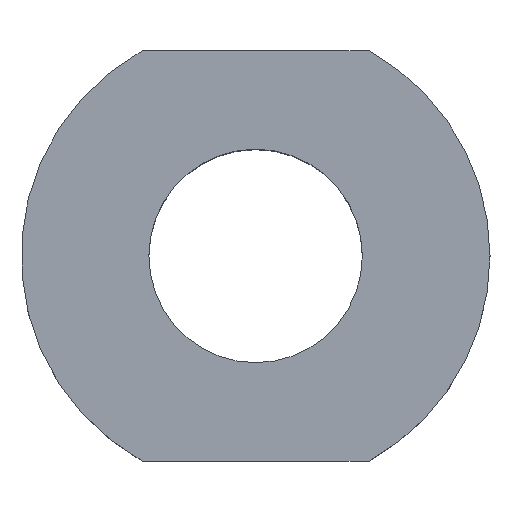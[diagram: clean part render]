
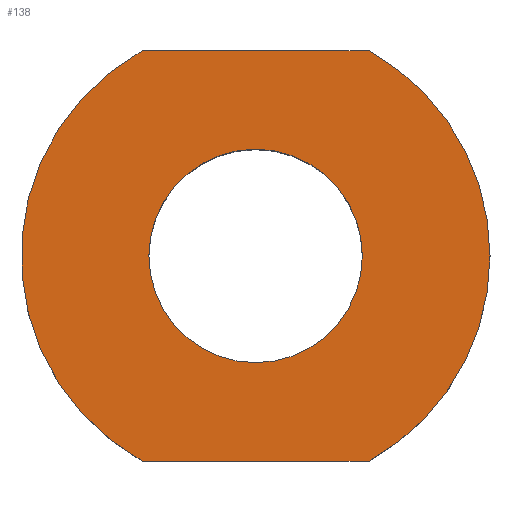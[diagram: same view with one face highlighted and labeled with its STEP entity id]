
A CAD part, top view. The second image highlights one B-rep face of the part: STEP entity #138.
In plain terms, the highlighted planar face has unit normal (0, 0, 1).
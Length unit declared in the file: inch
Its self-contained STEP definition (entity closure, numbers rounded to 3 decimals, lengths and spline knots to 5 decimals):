
#28 = DIRECTION ( 'NONE',  ( 1., 0., 0. ) ) ;
#35 = CARTESIAN_POINT ( 'NONE',  ( 0., 0., -1.14547 ) ) ;
#37 = DIRECTION ( 'NONE',  ( 0., 0., 1. ) ) ;
#56 = VECTOR ( 'NONE', #251, 39.37008 ) ;
#66 = DIRECTION ( 'NONE',  ( 1., 0., 0. ) ) ;
#78 = EDGE_LOOP ( 'NONE', ( #487, #396 ) ) ;
#82 = CARTESIAN_POINT ( 'NONE',  ( 0., 0., -1.14547 ) ) ;
#90 = LINE ( 'NONE', #258, #97 ) ;
#91 = CIRCLE ( 'NONE', #527, 0.255 ) ;
#97 = VECTOR ( 'NONE', #412, 39.37008 ) ;
#105 = CIRCLE ( 'NONE', #200, 0.56 ) ;
#106 = CARTESIAN_POINT ( 'NONE',  ( -0.27111, 0.49, -1.14547 ) ) ;
#112 = VERTEX_POINT ( 'NONE', #106 ) ;
#113 = DIRECTION ( 'NONE',  ( 0., 0., 1. ) ) ;
#120 = VERTEX_POINT ( 'NONE', #390 ) ;
#123 = AXIS2_PLACEMENT_3D ( 'NONE', #198, #204, #528 ) ;
#138 = ADVANCED_FACE ( 'NONE', ( #518, #350 ), #393, .T. ) ;
#141 = ORIENTED_EDGE ( 'NONE', *, *, #189, .T. ) ;
#148 = CARTESIAN_POINT ( 'NONE',  ( 0.255, 0., -1.14547 ) ) ;
#152 = VERTEX_POINT ( 'NONE', #190 ) ;
#158 = DIRECTION ( 'NONE',  ( 1., 0., 0. ) ) ;
#162 = EDGE_CURVE ( 'NONE', #120, #257, #91, .T. ) ;
#189 = EDGE_CURVE ( 'NONE', #515, #311, #299, .T. ) ;
#190 = CARTESIAN_POINT ( 'NONE',  ( 0.27111, -0.49, -1.14547 ) ) ;
#193 = DIRECTION ( 'NONE',  ( 0., 0., 1. ) ) ;
#198 = CARTESIAN_POINT ( 'NONE',  ( 0., 0., -1.14547 ) ) ;
#200 = AXIS2_PLACEMENT_3D ( 'NONE', #35, #37, #439 ) ;
#202 = DIRECTION ( 'NONE',  ( 0., 0., 1. ) ) ;
#204 = DIRECTION ( 'NONE',  ( 0., 0., 1. ) ) ;
#215 = VERTEX_POINT ( 'NONE', #266 ) ;
#220 = EDGE_CURVE ( 'NONE', #112, #215, #471, .T. ) ;
#251 = DIRECTION ( 'NONE',  ( 1., 0., 0. ) ) ;
#254 = EDGE_CURVE ( 'NONE', #257, #120, #477, .T. ) ;
#257 = VERTEX_POINT ( 'NONE', #359 ) ;
#258 = CARTESIAN_POINT ( 'NONE',  ( 0.255, -0.49, -1.14547 ) ) ;
#259 = EDGE_LOOP ( 'NONE', ( #399, #329, #141, #308, #433 ) ) ;
#266 = CARTESIAN_POINT ( 'NONE',  ( -0.27111, -0.49, -1.14547 ) ) ;
#268 = AXIS2_PLACEMENT_3D ( 'NONE', #82, #202, #158 ) ;
#276 = DIRECTION ( 'NONE',  ( 1., 0., 0. ) ) ;
#299 = CIRCLE ( 'NONE', #356, 0.56 ) ;
#305 = DIRECTION ( 'NONE',  ( 0., 0., 1. ) ) ;
#308 = ORIENTED_EDGE ( 'NONE', *, *, #406, .F. ) ;
#311 = VERTEX_POINT ( 'NONE', #313 ) ;
#313 = CARTESIAN_POINT ( 'NONE',  ( 0.27111, 0.49, -1.14547 ) ) ;
#314 = AXIS2_PLACEMENT_3D ( 'NONE', #148, #305, #28 ) ;
#329 = ORIENTED_EDGE ( 'NONE', *, *, #381, .T. ) ;
#350 = FACE_BOUND ( 'NONE', #78, .T. ) ;
#356 = AXIS2_PLACEMENT_3D ( 'NONE', #476, #113, #276 ) ;
#359 = CARTESIAN_POINT ( 'NONE',  ( 0.255, 0., -1.14547 ) ) ;
#378 = LINE ( 'NONE', #417, #56 ) ;
#381 = EDGE_CURVE ( 'NONE', #152, #515, #105, .T. ) ;
#390 = CARTESIAN_POINT ( 'NONE',  ( -0.255, 0., -1.14547 ) ) ;
#393 = PLANE ( 'NONE',  #314 ) ;
#396 = ORIENTED_EDGE ( 'NONE', *, *, #162, .F. ) ;
#399 = ORIENTED_EDGE ( 'NONE', *, *, #502, .F. ) ;
#406 = EDGE_CURVE ( 'NONE', #112, #311, #378, .T. ) ;
#412 = DIRECTION ( 'NONE',  ( -1., 0., 0. ) ) ;
#417 = CARTESIAN_POINT ( 'NONE',  ( 0.255, 0.49, -1.14547 ) ) ;
#420 = CARTESIAN_POINT ( 'NONE',  ( 0.56, 0., -1.14547 ) ) ;
#433 = ORIENTED_EDGE ( 'NONE', *, *, #220, .T. ) ;
#434 = CARTESIAN_POINT ( 'NONE',  ( 0., 0., -1.14547 ) ) ;
#439 = DIRECTION ( 'NONE',  ( 1., 0., 0. ) ) ;
#471 = CIRCLE ( 'NONE', #123, 0.56 ) ;
#476 = CARTESIAN_POINT ( 'NONE',  ( 0., 0., -1.14547 ) ) ;
#477 = CIRCLE ( 'NONE', #268, 0.255 ) ;
#487 = ORIENTED_EDGE ( 'NONE', *, *, #254, .F. ) ;
#502 = EDGE_CURVE ( 'NONE', #152, #215, #90, .T. ) ;
#515 = VERTEX_POINT ( 'NONE', #420 ) ;
#518 = FACE_OUTER_BOUND ( 'NONE', #259, .T. ) ;
#527 = AXIS2_PLACEMENT_3D ( 'NONE', #434, #193, #66 ) ;
#528 = DIRECTION ( 'NONE',  ( 1., 0., 0. ) ) ;
